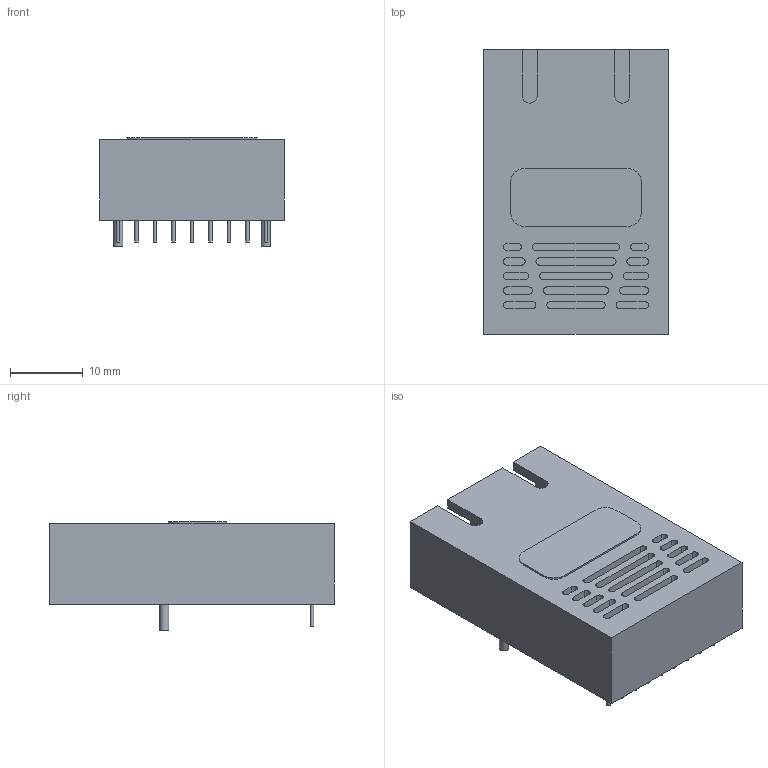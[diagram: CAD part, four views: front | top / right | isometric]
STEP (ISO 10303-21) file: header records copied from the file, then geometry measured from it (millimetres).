
FILE_DESCRIPTION(/* description */ (''),/* implementation_level */ '2;1');
FILE_NAME(/* name */ 'AFBR-5803AZ.stp',/* time_stamp */ '2016-10-21T11:20:43+02:00',/* author */ ('riccim'),/* organization */ ('SolidWorks'),/* preprocessor_version */ 'ST-DEVELOPER v15.5',/* originating_system */ 'AutoCAD Mechanical',/* authorisation */ ' ');
FILE_SCHEMA (('AUTOMOTIVE_DESIGN { 1 0 10303 214 3 1 1 }'));
Length unit declared in the file: millimetre
Products named in the file (1): Product
Bounding box: 25.4 x 39.12 x 14.95 mm (x, y, z)
Volume: 8906.2 mm3; surface area: 5101.5 mm2
Topology: 13 solids, 13 shells, 190 faces, 417 edges, 278 vertices
Faces by surface type: plane 123, cylinder 67
Full cylindrical faces by diameter (mm): 0.46 x9, 1.27 x2
Entity records: 5214 total; most frequent: DIRECTION 922, CARTESIAN_POINT 875, ORIENTED_EDGE 812, EDGE_CURVE 406, AXIS2_PLACEMENT_3D 325, VERTEX_POINT 278, LINE 272, VECTOR 272
